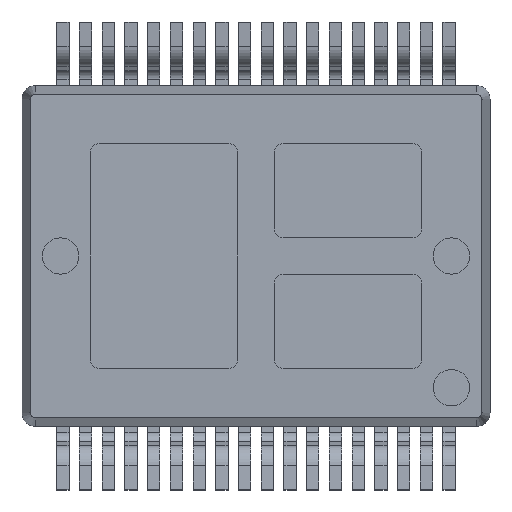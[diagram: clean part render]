
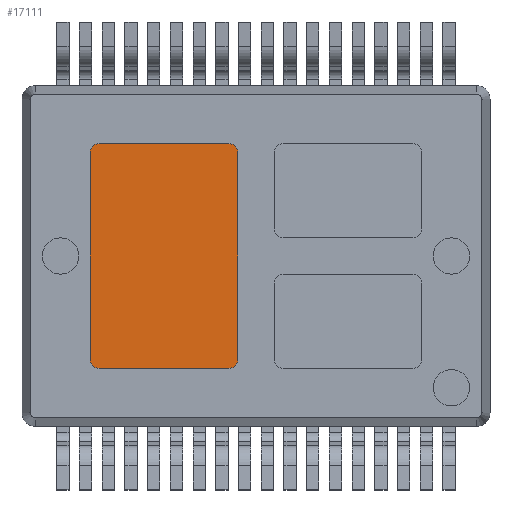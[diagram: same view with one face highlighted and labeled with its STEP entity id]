
A CAD part, front view. The second image highlights one B-rep face of the part: STEP entity #17111.
In plain terms, the highlighted planar face has unit normal (0, -1, 0).
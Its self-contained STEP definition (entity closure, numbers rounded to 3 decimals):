
#475 = CARTESIAN_POINT ( 'NONE',  ( -0.4, -1.2, -2.275 ) ) ;
#650 = ORIENTED_EDGE ( 'NONE', *, *, #1600, .T. ) ;
#656 = CARTESIAN_POINT ( 'NONE',  ( -3.65, -1.2, -2.275 ) ) ;
#792 = VERTEX_POINT ( 'NONE', #13680 ) ;
#1395 = VECTOR ( 'NONE', #10543, 1000. ) ;
#1458 = VECTOR ( 'NONE', #5790, 1000. ) ;
#1600 = EDGE_CURVE ( 'NONE', #6605, #12208, #12308, .T. ) ;
#2242 = EDGE_CURVE ( 'NONE', #14275, #792, #6183, .T. ) ;
#2539 = CIRCLE ( 'NONE', #5375, 0.2 ) ;
#2764 = VERTEX_POINT ( 'NONE', #15480 ) ;
#2847 = DIRECTION ( 'NONE',  ( 0., -1., 0. ) ) ;
#2976 = EDGE_CURVE ( 'NONE', #7837, #14275, #16219, .T. ) ;
#3177 = ORIENTED_EDGE ( 'NONE', *, *, #12377, .T. ) ;
#3640 = ORIENTED_EDGE ( 'NONE', *, *, #13145, .T. ) ;
#3853 = ORIENTED_EDGE ( 'NONE', *, *, #5874, .T. ) ;
#3984 = CARTESIAN_POINT ( 'NONE',  ( -3.45, -1.2, 2.275 ) ) ;
#4006 = AXIS2_PLACEMENT_3D ( 'NONE', #17367, #10162, #11643 ) ;
#4226 = AXIS2_PLACEMENT_3D ( 'NONE', #17463, #11605, #6000 ) ;
#4517 = CARTESIAN_POINT ( 'NONE',  ( -3.65, -1.2, 2.275 ) ) ;
#4608 = VECTOR ( 'NONE', #18700, 1000. ) ;
#5253 = ORIENTED_EDGE ( 'NONE', *, *, #2976, .T. ) ;
#5338 = DIRECTION ( 'NONE',  ( 1., 0., 0. ) ) ;
#5375 = AXIS2_PLACEMENT_3D ( 'NONE', #9556, #16697, #18183 ) ;
#5623 = CARTESIAN_POINT ( 'NONE',  ( -0.6, -1.2, 2.475 ) ) ;
#5649 = CARTESIAN_POINT ( 'NONE',  ( -3.65, -1.2, 2.275 ) ) ;
#5790 = DIRECTION ( 'NONE',  ( 0., 0., -1. ) ) ;
#5874 = EDGE_CURVE ( 'NONE', #792, #6626, #16772, .T. ) ;
#5977 = EDGE_CURVE ( 'NONE', #12208, #11178, #15841, .T. ) ;
#6000 = DIRECTION ( 'NONE',  ( 0., 0., -1. ) ) ;
#6123 = PLANE ( 'NONE',  #4226 ) ;
#6183 = LINE ( 'NONE', #13975, #14508 ) ;
#6433 = LINE ( 'NONE', #4517, #1458 ) ;
#6605 = VERTEX_POINT ( 'NONE', #5623 ) ;
#6626 = VERTEX_POINT ( 'NONE', #11249 ) ;
#6935 = CARTESIAN_POINT ( 'NONE',  ( -3.45, -1.2, 2.475 ) ) ;
#6993 = EDGE_CURVE ( 'NONE', #2764, #6605, #2539, .T. ) ;
#7182 = CARTESIAN_POINT ( 'NONE',  ( -3.45, -1.2, -2.275 ) ) ;
#7837 = VERTEX_POINT ( 'NONE', #656 ) ;
#8666 = ORIENTED_EDGE ( 'NONE', *, *, #2242, .T. ) ;
#9293 = AXIS2_PLACEMENT_3D ( 'NONE', #3984, #11062, #11186 ) ;
#9357 = FACE_OUTER_BOUND ( 'NONE', #9595, .T. ) ;
#9556 = CARTESIAN_POINT ( 'NONE',  ( -0.6, -1.2, 2.275 ) ) ;
#9595 = EDGE_LOOP ( 'NONE', ( #11477, #650, #10593, #3177, #5253, #8666, #3853, #3640 ) ) ;
#10162 = DIRECTION ( 'NONE',  ( 0., -1., 0. ) ) ;
#10543 = DIRECTION ( 'NONE',  ( 0., 0., 1. ) ) ;
#10593 = ORIENTED_EDGE ( 'NONE', *, *, #5977, .T. ) ;
#10666 = LINE ( 'NONE', #475, #1395 ) ;
#11062 = DIRECTION ( 'NONE',  ( 0., -1., 0. ) ) ;
#11178 = VERTEX_POINT ( 'NONE', #5649 ) ;
#11186 = DIRECTION ( 'NONE',  ( 0., 0., -1. ) ) ;
#11249 = CARTESIAN_POINT ( 'NONE',  ( -0.4, -1.2, -2.275 ) ) ;
#11477 = ORIENTED_EDGE ( 'NONE', *, *, #6993, .T. ) ;
#11605 = DIRECTION ( 'NONE',  ( 0., -1., 0. ) ) ;
#11643 = DIRECTION ( 'NONE',  ( 0., 0., -1. ) ) ;
#12208 = VERTEX_POINT ( 'NONE', #6935 ) ;
#12308 = LINE ( 'NONE', #15768, #4608 ) ;
#12377 = EDGE_CURVE ( 'NONE', #11178, #7837, #6433, .T. ) ;
#13145 = EDGE_CURVE ( 'NONE', #6626, #2764, #10666, .T. ) ;
#13674 = CARTESIAN_POINT ( 'NONE',  ( -3.45, -1.2, -2.475 ) ) ;
#13680 = CARTESIAN_POINT ( 'NONE',  ( -0.6, -1.2, -2.475 ) ) ;
#13975 = CARTESIAN_POINT ( 'NONE',  ( -3.45, -1.2, -2.475 ) ) ;
#14275 = VERTEX_POINT ( 'NONE', #13674 ) ;
#14364 = DIRECTION ( 'NONE',  ( 0., 0., -1. ) ) ;
#14508 = VECTOR ( 'NONE', #5338, 1000. ) ;
#14545 = AXIS2_PLACEMENT_3D ( 'NONE', #7182, #2847, #14364 ) ;
#15480 = CARTESIAN_POINT ( 'NONE',  ( -0.4, -1.2, 2.275 ) ) ;
#15768 = CARTESIAN_POINT ( 'NONE',  ( -0.6, -1.2, 2.475 ) ) ;
#15841 = CIRCLE ( 'NONE', #9293, 0.2 ) ;
#16219 = CIRCLE ( 'NONE', #14545, 0.2 ) ;
#16697 = DIRECTION ( 'NONE',  ( 0., -1., 0. ) ) ;
#16772 = CIRCLE ( 'NONE', #4006, 0.2 ) ;
#17111 = ADVANCED_FACE ( 'NONE', ( #9357 ), #6123, .T. ) ;
#17367 = CARTESIAN_POINT ( 'NONE',  ( -0.6, -1.2, -2.275 ) ) ;
#17463 = CARTESIAN_POINT ( 'NONE',  ( -0.6, -1.2, 2.275 ) ) ;
#18183 = DIRECTION ( 'NONE',  ( 0., 0., -1. ) ) ;
#18700 = DIRECTION ( 'NONE',  ( -1., 0., 0. ) ) ;
